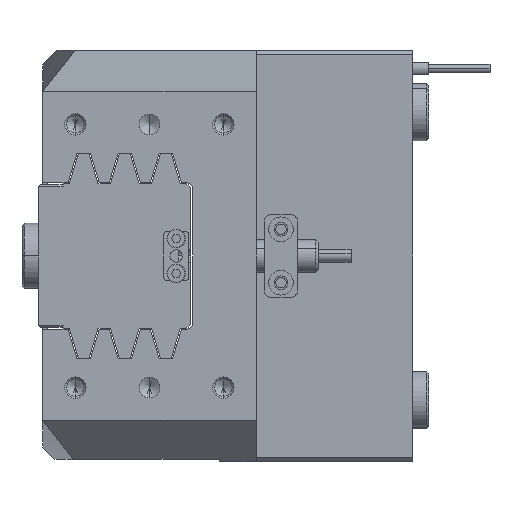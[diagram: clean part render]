
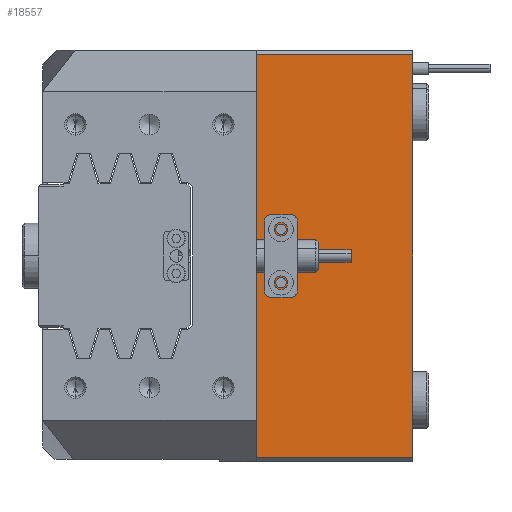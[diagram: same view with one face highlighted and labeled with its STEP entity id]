
A CAD part, left-side view. The second image highlights one B-rep face of the part: STEP entity #18557.
In plain terms, the highlighted planar face has unit normal (-1, 0, 0).
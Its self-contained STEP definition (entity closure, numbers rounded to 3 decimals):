
#203 = DIRECTION ( 'NONE',  ( 0., 0., 1. ) ) ;
#256 = ORIENTED_EDGE ( 'NONE', *, *, #15164, .F. ) ;
#617 = CIRCLE ( 'NONE', #8734, 1.25 ) ;
#745 = CARTESIAN_POINT ( 'NONE',  ( -78., -15.5, 50. ) ) ;
#799 = DIRECTION ( 'NONE',  ( -1., 0., 0. ) ) ;
#1528 = VECTOR ( 'NONE', #1842, 1000. ) ;
#1842 = DIRECTION ( 'NONE',  ( 0., 1., 0. ) ) ;
#1892 = DIRECTION ( 'NONE',  ( -1., 0., 0. ) ) ;
#2537 = ORIENTED_EDGE ( 'NONE', *, *, #12801, .F. ) ;
#3552 = CARTESIAN_POINT ( 'NONE',  ( -78., -21.5, -6.5 ) ) ;
#4651 = AXIS2_PLACEMENT_3D ( 'NONE', #16981, #799, #19874 ) ;
#4961 = CARTESIAN_POINT ( 'NONE',  ( -78., -21.5, 6.5 ) ) ;
#7518 = LINE ( 'NONE', #30112, #1528 ) ;
#7759 = CARTESIAN_POINT ( 'NONE',  ( -78., -21.5, 7.75 ) ) ;
#8233 = CARTESIAN_POINT ( 'NONE',  ( -78., -15.5, 49. ) ) ;
#8302 = VERTEX_POINT ( 'NONE', #27215 ) ;
#8646 = VERTEX_POINT ( 'NONE', #25529 ) ;
#8734 = AXIS2_PLACEMENT_3D ( 'NONE', #4961, #1892, #14065 ) ;
#10421 = VERTEX_POINT ( 'NONE', #8233 ) ;
#10665 = FACE_OUTER_BOUND ( 'NONE', #38049, .T. ) ;
#11045 = ORIENTED_EDGE ( 'NONE', *, *, #14114, .T. ) ;
#12157 = VECTOR ( 'NONE', #24136, 1000. ) ;
#12427 = EDGE_CURVE ( 'NONE', #22294, #37895, #617, .T. ) ;
#12801 = EDGE_CURVE ( 'NONE', #26458, #8302, #29452, .T. ) ;
#13702 = DIRECTION ( 'NONE',  ( 1., 0., 0. ) ) ;
#14065 = DIRECTION ( 'NONE',  ( 0., 0., 1. ) ) ;
#14114 = EDGE_CURVE ( 'NONE', #10421, #8646, #27385, .T. ) ;
#14172 = DIRECTION ( 'NONE',  ( 0., 0., -1. ) ) ;
#15164 = EDGE_CURVE ( 'NONE', #37895, #22294, #22805, .T. ) ;
#15696 = ORIENTED_EDGE ( 'NONE', *, *, #40213, .T. ) ;
#15810 = CIRCLE ( 'NONE', #27797, 1.25 ) ;
#15929 = CARTESIAN_POINT ( 'NONE',  ( -78., -53.5, 49. ) ) ;
#16713 = DIRECTION ( 'NONE',  ( -1., 0., 0. ) ) ;
#16746 = CARTESIAN_POINT ( 'NONE',  ( -78., -53.5, 50. ) ) ;
#16882 = PLANE ( 'NONE',  #36167 ) ;
#16981 = CARTESIAN_POINT ( 'NONE',  ( -78., -21.5, 6.5 ) ) ;
#17128 = CARTESIAN_POINT ( 'NONE',  ( -78., -21.5, -6.5 ) ) ;
#17130 = FACE_BOUND ( 'NONE', #17138, .T. ) ;
#17138 = EDGE_LOOP ( 'NONE', ( #2537, #37566 ) ) ;
#18539 = VECTOR ( 'NONE', #23097, 1000. ) ;
#18557 = ADVANCED_FACE ( 'NONE', ( #17130, #23021, #10665 ), #16882, .F. ) ;
#19874 = DIRECTION ( 'NONE',  ( 0., 0., 1. ) ) ;
#20141 = CARTESIAN_POINT ( 'NONE',  ( -78., -21.5, 5.25 ) ) ;
#22028 = ORIENTED_EDGE ( 'NONE', *, *, #22461, .T. ) ;
#22294 = VERTEX_POINT ( 'NONE', #7759 ) ;
#22461 = EDGE_CURVE ( 'NONE', #8646, #26377, #34039, .T. ) ;
#22488 = LINE ( 'NONE', #31476, #18539 ) ;
#22597 = DIRECTION ( 'NONE',  ( -1., 0., 0. ) ) ;
#22805 = CIRCLE ( 'NONE', #4651, 1.25 ) ;
#23021 = FACE_BOUND ( 'NONE', #31139, .T. ) ;
#23097 = DIRECTION ( 'NONE',  ( 0., 0., -1. ) ) ;
#24136 = DIRECTION ( 'NONE',  ( 0., -1., 0. ) ) ;
#24814 = ORIENTED_EDGE ( 'NONE', *, *, #27309, .F. ) ;
#25529 = CARTESIAN_POINT ( 'NONE',  ( -78., -15.5, -49. ) ) ;
#26377 = VERTEX_POINT ( 'NONE', #35855 ) ;
#26458 = VERTEX_POINT ( 'NONE', #33493 ) ;
#26945 = ORIENTED_EDGE ( 'NONE', *, *, #12427, .F. ) ;
#27215 = CARTESIAN_POINT ( 'NONE',  ( -78., -21.5, -7.75 ) ) ;
#27256 = VERTEX_POINT ( 'NONE', #15929 ) ;
#27309 = EDGE_CURVE ( 'NONE', #27256, #26377, #22488, .T. ) ;
#27385 = LINE ( 'NONE', #745, #31858 ) ;
#27797 = AXIS2_PLACEMENT_3D ( 'NONE', #17128, #16713, #32960 ) ;
#29452 = CIRCLE ( 'NONE', #34317, 1.25 ) ;
#30112 = CARTESIAN_POINT ( 'NONE',  ( -78., -53.5, 49. ) ) ;
#31139 = EDGE_LOOP ( 'NONE', ( #26945, #256 ) ) ;
#31208 = EDGE_CURVE ( 'NONE', #8302, #26458, #15810, .T. ) ;
#31476 = CARTESIAN_POINT ( 'NONE',  ( -78., -53.5, 50. ) ) ;
#31858 = VECTOR ( 'NONE', #14172, 1000. ) ;
#32960 = DIRECTION ( 'NONE',  ( 0., 0., 1. ) ) ;
#33493 = CARTESIAN_POINT ( 'NONE',  ( -78., -21.5, -5.25 ) ) ;
#34039 = LINE ( 'NONE', #39911, #12157 ) ;
#34317 = AXIS2_PLACEMENT_3D ( 'NONE', #3552, #22597, #203 ) ;
#35855 = CARTESIAN_POINT ( 'NONE',  ( -78., -53.5, -49. ) ) ;
#36167 = AXIS2_PLACEMENT_3D ( 'NONE', #16746, #13702, #38753 ) ;
#37566 = ORIENTED_EDGE ( 'NONE', *, *, #31208, .F. ) ;
#37895 = VERTEX_POINT ( 'NONE', #20141 ) ;
#38049 = EDGE_LOOP ( 'NONE', ( #11045, #22028, #24814, #15696 ) ) ;
#38753 = DIRECTION ( 'NONE',  ( 0., 0., -1. ) ) ;
#39911 = CARTESIAN_POINT ( 'NONE',  ( -78., -53.5, -49. ) ) ;
#40213 = EDGE_CURVE ( 'NONE', #27256, #10421, #7518, .T. ) ;
